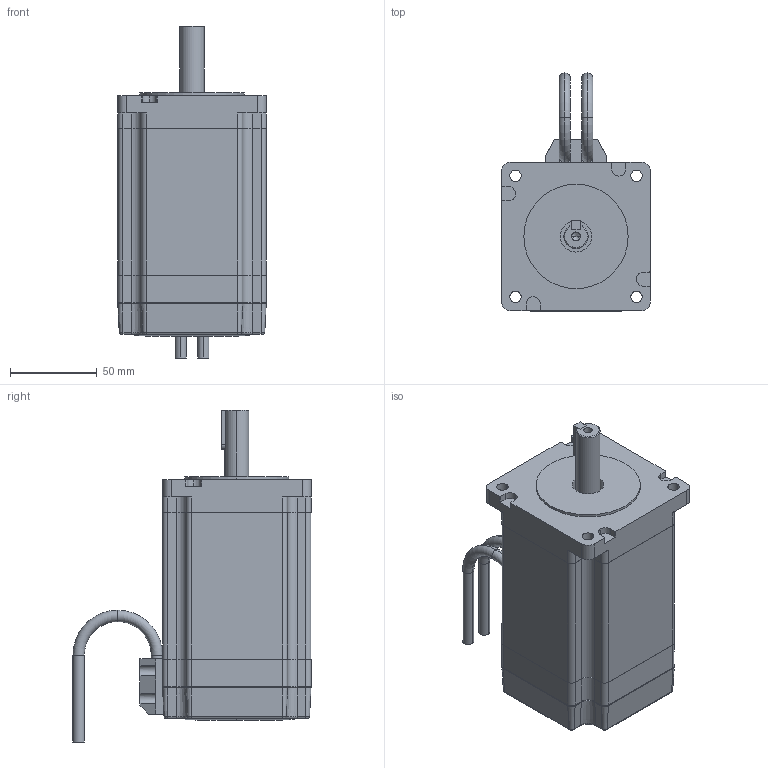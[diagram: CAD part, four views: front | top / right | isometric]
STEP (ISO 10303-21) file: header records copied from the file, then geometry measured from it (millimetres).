
FILE_DESCRIPTION (( 'STEP AP214' ), '1' );
FILE_NAME ('ES-M23480 8_0NM EASY SERVO MOTOR.STEP', '2019-09-08T11:25:41', ( '' ), ( '' ), 'SwSTEP 2.0', 'SolidWorks 2016', '' );
FILE_SCHEMA (( 'AUTOMOTIVE_DESIGN' ));
Length unit declared in the file: millimetre
Products named in the file (1): ES-M23480 8_0NM EASY SERVO MOTOR
Bounding box: 85.4 x 136.9 x 190.9 mm (x, y, z)
Volume: 607330.7 mm3; surface area: 132912.8 mm2
Topology: 9 solids, 9 shells, 342 faces, 888 edges, 567 vertices
Faces by surface type: plane 158, cylinder 119, cone 33, torus 32
Entity records: 10869 total; most frequent: CARTESIAN_POINT 1887, DIRECTION 1884, ORIENTED_EDGE 1772, EDGE_CURVE 886, AXIS2_PLACEMENT_3D 676, VERTEX_POINT 567, LINE 532, VECTOR 532
